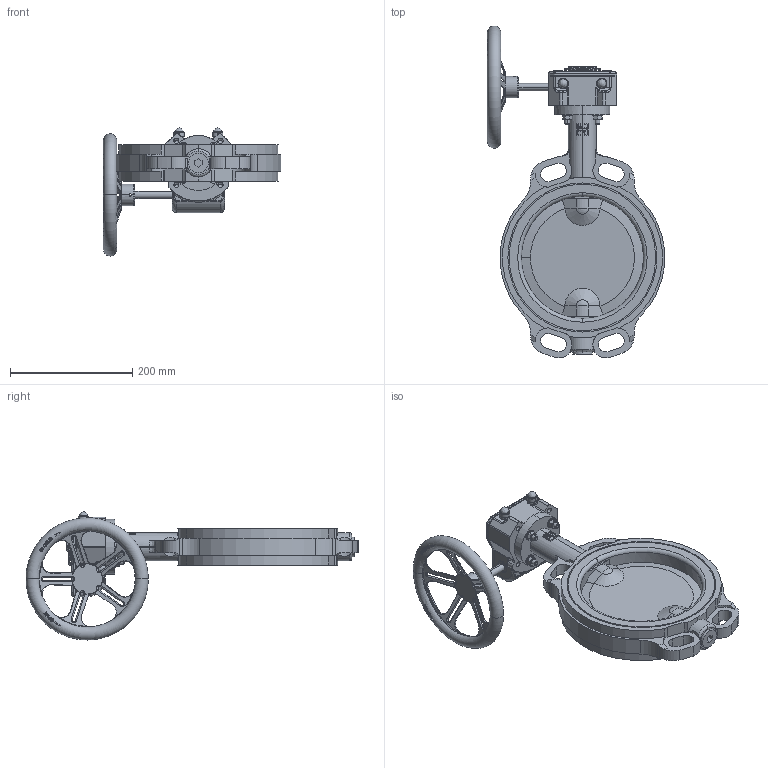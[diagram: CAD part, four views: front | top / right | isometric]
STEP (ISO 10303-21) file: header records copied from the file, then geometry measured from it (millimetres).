
FILE_DESCRIPTION (( 'STEP AP214' ), '1' );
FILE_NAME ('EVBLS DN200 PN16 X20-PS125.STEP', '2016-02-04T11:31:41', ( '' ), ( '' ), 'SwSTEP 2.0', 'SolidWorks 2015', '' );
FILE_SCHEMA (( 'AUTOMOTIVE_DESIGN' ));
Length unit declared in the file: millimetre
Products named in the file (1): EVBLS DN200 PN16 X20-PS125
Bounding box: 290 x 543.4 x 209.64 mm (x, y, z)
Volume: 3005206.3 mm3; surface area: 390581 mm2
Topology: 1 solids, 11 shells, 1878 faces, 4843 edges, 3060 vertices
Faces by surface type: plane 700, bspline 529, cylinder 440, cone 148, torus 57, sphere 4
Entity records: 99626 total; most frequent: CARTESIAN_POINT 36771, ORIENTED_EDGE 9610, DIRECTION 7531, EDGE_CURVE 4805, VERTEX_POINT 3058, AXIS2_PLACEMENT_3D 2703, LINE 2125, VECTOR 2125
